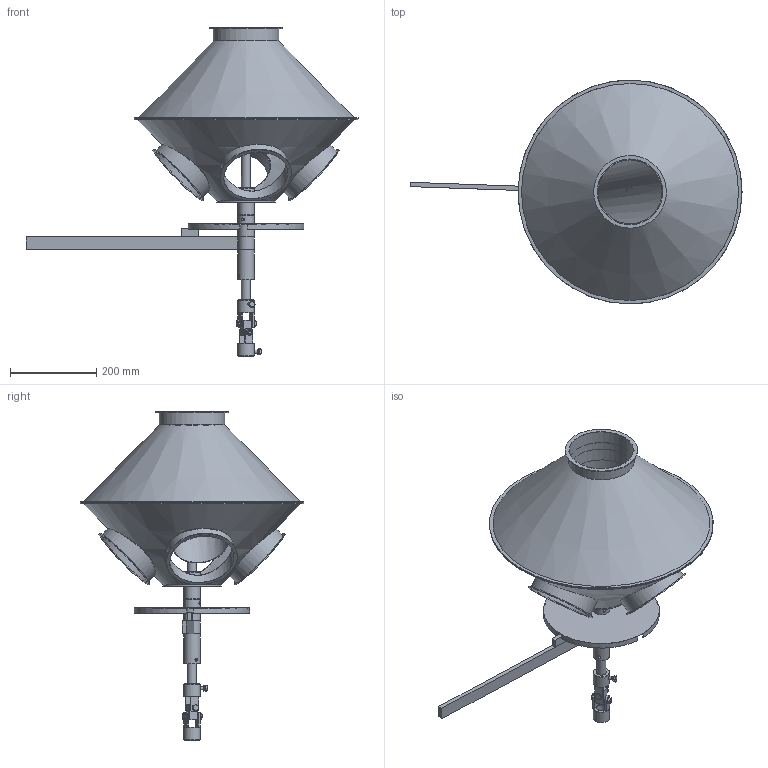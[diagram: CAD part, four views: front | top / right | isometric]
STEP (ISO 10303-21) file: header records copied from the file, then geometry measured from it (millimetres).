
FILE_DESCRIPTION(/* description */ (''),/* implementation_level */ '2;1');
FILE_NAME(/* name */ '4010025015671 Drehrohrverteiler m. Fernbed. d=150,4Ausl.,2mm.stp',/* time_stamp */ '2015-05-28T15:05:10+02:00',/* author */ ('dpurucker'),/* organization */ (''),/* preprocessor_version */ 'ST-DEVELOPER v15.6',/* originating_system */ 'Autodesk Inventor 2015',/* authorisation */ '');
FILE_SCHEMA (('AUTOMOTIVE_DESIGN { 1 0 10303 214 3 1 1 }'));
Length unit declared in the file: millimetre
Products named in the file (29): Trichter oben; Einlauf; Trichter unten; Stutzen Außen; Scheibe; Rohr f. Trichter unten; Trichter unten komplett; Stutzen innen; Stutzen innen lang; Rohr; 4010025015664 Klemmring innen f. Drehrohrverteiler Pos.5; Stellgranz; 4010025015666 Buchse f. Stellgranz f. Drehrohrverteiler; Stellgranz kompl.; 4010025016665 Klemmring unten Pos.8 f. Drehrohrverteiler 70mm lg.; 4010025015694 Fixierhebel Pos.7 f. Drehrohrverteiler Teil1; 4010025015694 Fixierhebel Pos.7 f. Drehrohrverteiler Teil2; 4010025015694 Fixierhebel Pos.7 f. Drehrohrverteiler Teil3; 4010025015694 Fixierhebel Pos.7 f. Drehrohrverteiler; 4010025015679 Kreuzgelenk Pos.9 für Drehrohrverteiler Teil1; 4010025015679 Kreuzgelenk Pos.9 für Drehrohrverteiler Teil2; 4010025015679 Kreuzgelenk Pos.9 für Drehrohrverteiler Teil2_MIR1; 4010025015679 Kreuzgelenk Pos.9 für Drehrohrverteiler Bauteil1; 4010025015679 Kreuzgelenk Pos.9 für Drehrohrverteiler Teil3; ISO 4014 - M8 x 40DIN EN; DIN 933 - M8  x 20; DIN 934 - M8 x 1,25; 4010025015679 Kreuzgelenk Pos.9 für Drehrohrverteil
er; 4010025015671 Drehrohrverteiler m. Fernbed. d=150,4Ausl.,2mm
Bounding box: 767.86 x 518 x 759.12 mm (x, y, z)
Volume: 2055067.6 mm3; surface area: 1786922.8 mm2
Topology: 32 solids, 32 shells, 294 faces, 639 edges, 410 vertices
Faces by surface type: plane 143, cylinder 75, cone 72, bspline 4
Full cylindrical faces by diameter (mm): 6.647 x8, 7.323 x2, 8 x4, 8.5 x6, 11.4 x2, 11.63 x2, 16 x1, 21.3 x1, 22 x7, 27 x1, 38 x8, 136 x1, 148 x1, 149 x5, 152 x1, 153 x9, 165 x4, 168 x1, 268 x1, 518 x2
Entity records: 7048 total; most frequent: CARTESIAN_POINT 2450, DIRECTION 921, ORIENTED_EDGE 662, AXIS2_PLACEMENT_3D 400, EDGE_LOOP 342, EDGE_CURVE 331, VERTEX_POINT 261, FACE_OUTER_BOUND 200
